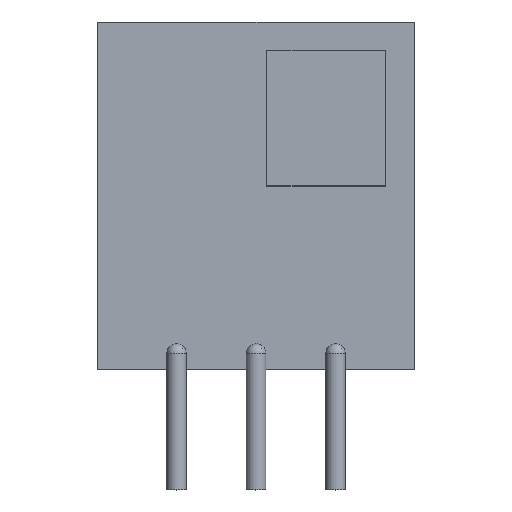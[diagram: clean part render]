
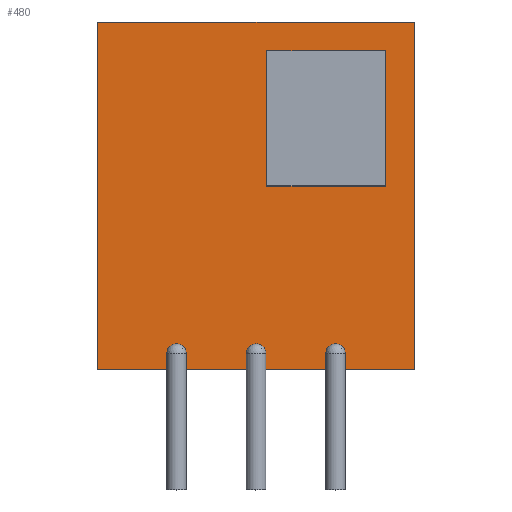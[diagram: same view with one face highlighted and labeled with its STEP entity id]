
A CAD part, top view. The second image highlights one B-rep face of the part: STEP entity #480.
In plain terms, the highlighted planar face has unit normal (0, 0, 1).
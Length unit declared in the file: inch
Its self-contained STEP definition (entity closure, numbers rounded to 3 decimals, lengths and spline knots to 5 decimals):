
#15=FACE_BOUND('',#130,.T.);
#16=FACE_BOUND('',#131,.T.);
#17=FACE_BOUND('',#132,.T.);
#18=FACE_BOUND('',#133,.T.);
#52=CIRCLE('',#525,0.0125);
#53=CIRCLE('',#529,0.0125);
#54=CIRCLE('',#533,0.0125);
#97=FACE_OUTER_BOUND('',#129,.T.);
#129=EDGE_LOOP('',(#415,#416,#417,#418));
#130=EDGE_LOOP('',(#419,#420,#421,#422));
#131=EDGE_LOOP('',(#423));
#132=EDGE_LOOP('',(#424));
#133=EDGE_LOOP('',(#425));
#138=LINE('',#718,#171);
#142=LINE('',#726,#175);
#145=LINE('',#732,#178);
#148=LINE('',#737,#181);
#161=LINE('',#943,#194);
#164=LINE('',#949,#197);
#167=LINE('',#955,#200);
#170=LINE('',#959,#203);
#171=VECTOR('',#565,0.3937);
#175=VECTOR('',#571,0.3937);
#178=VECTOR('',#576,0.3937);
#181=VECTOR('',#581,0.3937);
#194=VECTOR('',#694,0.3937);
#197=VECTOR('',#699,0.3937);
#200=VECTOR('',#704,0.3937);
#203=VECTOR('',#709,0.3937);
#204=VERTEX_POINT('',#716);
#205=VERTEX_POINT('',#717);
#208=VERTEX_POINT('',#725);
#210=VERTEX_POINT('',#731);
#224=VERTEX_POINT('',#810);
#225=VERTEX_POINT('',#851);
#226=VERTEX_POINT('',#897);
#238=VERTEX_POINT('',#940);
#239=VERTEX_POINT('',#942);
#241=VERTEX_POINT('',#948);
#243=VERTEX_POINT('',#954);
#244=EDGE_CURVE('',#204,#205,#138,.T.);
#248=EDGE_CURVE('',#205,#208,#142,.T.);
#251=EDGE_CURVE('',#208,#210,#145,.T.);
#254=EDGE_CURVE('',#210,#204,#148,.T.);
#271=EDGE_CURVE('',#224,#224,#52,.T.);
#275=EDGE_CURVE('',#225,#225,#53,.T.);
#279=EDGE_CURVE('',#226,#226,#54,.T.);
#297=EDGE_CURVE('',#239,#238,#161,.T.);
#300=EDGE_CURVE('',#241,#239,#164,.T.);
#303=EDGE_CURVE('',#243,#241,#167,.T.);
#306=EDGE_CURVE('',#238,#243,#170,.T.);
#415=ORIENTED_EDGE('',*,*,#306,.T.);
#416=ORIENTED_EDGE('',*,*,#303,.T.);
#417=ORIENTED_EDGE('',*,*,#300,.T.);
#418=ORIENTED_EDGE('',*,*,#297,.T.);
#419=ORIENTED_EDGE('',*,*,#244,.T.);
#420=ORIENTED_EDGE('',*,*,#248,.T.);
#421=ORIENTED_EDGE('',*,*,#251,.T.);
#422=ORIENTED_EDGE('',*,*,#254,.T.);
#423=ORIENTED_EDGE('',*,*,#279,.T.);
#424=ORIENTED_EDGE('',*,*,#275,.T.);
#425=ORIENTED_EDGE('',*,*,#271,.T.);
#448=PLANE('',#559);
#480=ADVANCED_FACE('',(#97,#15,#16,#17,#18),#448,.T.);
#525=AXIS2_PLACEMENT_3D('',#812,#622,#623);
#529=AXIS2_PLACEMENT_3D('',#853,#631,#632);
#533=AXIS2_PLACEMENT_3D('',#899,#640,#641);
#559=AXIS2_PLACEMENT_3D('',#960,#710,#711);
#565=DIRECTION('',(0.,-1.,0.));
#571=DIRECTION('',(-1.,0.,0.));
#576=DIRECTION('',(0.,1.,0.));
#581=DIRECTION('',(1.,0.,0.));
#622=DIRECTION('center_axis',(0.,0.,-1.));
#623=DIRECTION('ref_axis',(-1.,0.,0.));
#631=DIRECTION('center_axis',(0.,0.,-1.));
#632=DIRECTION('ref_axis',(-1.,0.,0.));
#640=DIRECTION('center_axis',(0.,0.,-1.));
#641=DIRECTION('ref_axis',(-1.,0.,0.));
#694=DIRECTION('',(0.,-1.,0.));
#699=DIRECTION('',(-1.,0.,0.));
#704=DIRECTION('',(0.,1.,0.));
#709=DIRECTION('',(1.,0.,0.));
#710=DIRECTION('center_axis',(0.,0.,1.));
#711=DIRECTION('ref_axis',(1.,0.,0.));
#716=CARTESIAN_POINT('',(0.36158,0.40043,0.06772));
#717=CARTESIAN_POINT('',(0.36158,0.23075,0.06772));
#718=CARTESIAN_POINT('',(0.36158,0.22462,0.06772));
#725=CARTESIAN_POINT('',(0.21251,0.23075,0.06772));
#726=CARTESIAN_POINT('',(0.20566,0.23075,0.06772));
#731=CARTESIAN_POINT('',(0.21251,0.40043,0.06772));
#732=CARTESIAN_POINT('',(0.21251,0.30947,0.06772));
#737=CARTESIAN_POINT('',(0.2802,0.40043,0.06772));
#810=CARTESIAN_POINT('',(0.31132,0.01969,0.06772));
#812=CARTESIAN_POINT('Origin',(0.29882,0.01969,0.06772));
#851=CARTESIAN_POINT('',(0.21132,0.01969,0.06772));
#853=CARTESIAN_POINT('Origin',(0.19882,0.01969,0.06772));
#897=CARTESIAN_POINT('',(0.11132,0.01969,0.06772));
#899=CARTESIAN_POINT('Origin',(0.09882,0.01969,0.06772));
#940=CARTESIAN_POINT('',(0.,0.,0.06772));
#942=CARTESIAN_POINT('',(0.,0.43701,0.06772));
#943=CARTESIAN_POINT('',(0.,0.43701,0.06772));
#948=CARTESIAN_POINT('',(0.39764,0.43701,0.06772));
#949=CARTESIAN_POINT('',(0.39764,0.43701,0.06772));
#954=CARTESIAN_POINT('',(0.39764,0.,0.06772));
#955=CARTESIAN_POINT('',(0.39764,0.,0.06772));
#959=CARTESIAN_POINT('',(0.,0.,0.06772));
#960=CARTESIAN_POINT('Origin',(0.19882,0.2185,0.06772));
